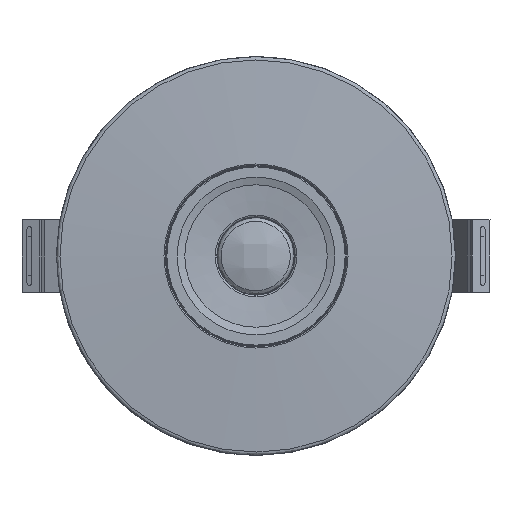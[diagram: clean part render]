
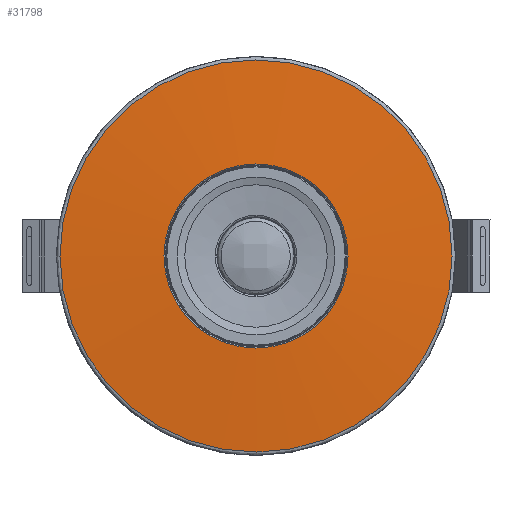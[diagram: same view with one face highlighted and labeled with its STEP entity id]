
A CAD part, left-side view. The second image highlights one B-rep face of the part: STEP entity #31798.
In plain terms, the highlighted toroidal (fillet/blend) face has major radius 24.04 mm and minor radius 221.095 mm.
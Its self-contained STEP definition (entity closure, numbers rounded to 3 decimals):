
#2582 = AXIS2_PLACEMENT_3D ( 'NONE', #48305, #60938, #4647 ) ;
#3922 = CIRCLE ( 'NONE', #49465, 51.098 ) ;
#4647 = DIRECTION ( 'NONE',  ( -1., 0., 0. ) ) ;
#16831 = FACE_OUTER_BOUND ( 'NONE', #61962, .T. ) ;
#25681 = CARTESIAN_POINT ( 'NONE',  ( 0., 0., -3.591 ) ) ;
#31798 = ADVANCED_FACE ( 'NONE', ( #42819, #16831 ), #42733, .T. ) ;
#31946 = DIRECTION ( 'NONE',  ( 0., 0., -1. ) ) ;
#32017 = VERTEX_POINT ( 'NONE', #63981 ) ;
#37080 = VERTEX_POINT ( 'NONE', #68609 ) ;
#37838 = CARTESIAN_POINT ( 'NONE',  ( 0., 0., -1.929 ) ) ;
#42733 = TOROIDAL_SURFACE ( 'NONE', #2582, 24.039, 221.095 ) ;
#42819 = FACE_OUTER_BOUND ( 'NONE', #44582, .T. ) ;
#44582 = EDGE_LOOP ( 'NONE', ( #58419 ) ) ;
#48305 = CARTESIAN_POINT ( 'NONE',  ( 0., 0., 217.504 ) ) ;
#49465 = AXIS2_PLACEMENT_3D ( 'NONE', #37838, #31946, #51714 ) ;
#49947 = ORIENTED_EDGE ( 'NONE', *, *, #58637, .T. ) ;
#51714 = DIRECTION ( 'NONE',  ( -1., 0., 0. ) ) ;
#55930 = CIRCLE ( 'NONE', #62509, 23.982 ) ;
#57625 = DIRECTION ( 'NONE',  ( -1., 0., 0. ) ) ;
#58419 = ORIENTED_EDGE ( 'NONE', *, *, #72059, .T. ) ;
#58637 = EDGE_CURVE ( 'NONE', #37080, #37080, #55930, .T. ) ;
#60938 = DIRECTION ( 'NONE',  ( 0., 0., -1. ) ) ;
#61962 = EDGE_LOOP ( 'NONE', ( #49947 ) ) ;
#62509 = AXIS2_PLACEMENT_3D ( 'NONE', #25681, #63920, #57625 ) ;
#63920 = DIRECTION ( 'NONE',  ( 0., 0., 1. ) ) ;
#63981 = CARTESIAN_POINT ( 'NONE',  ( -51.098, 0., -1.929 ) ) ;
#68609 = CARTESIAN_POINT ( 'NONE',  ( -23.982, 0., -3.591 ) ) ;
#72059 = EDGE_CURVE ( 'NONE', #32017, #32017, #3922, .T. ) ;
